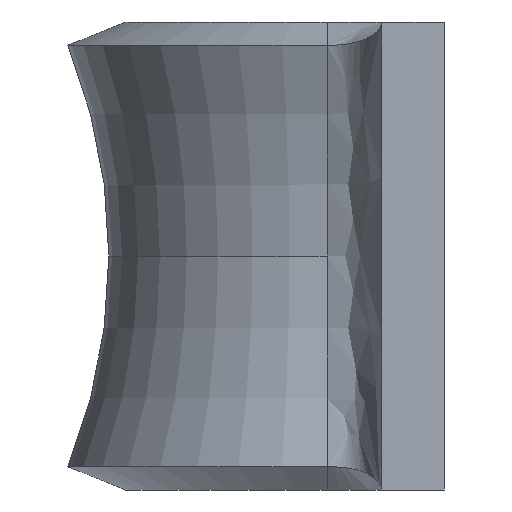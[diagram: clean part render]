
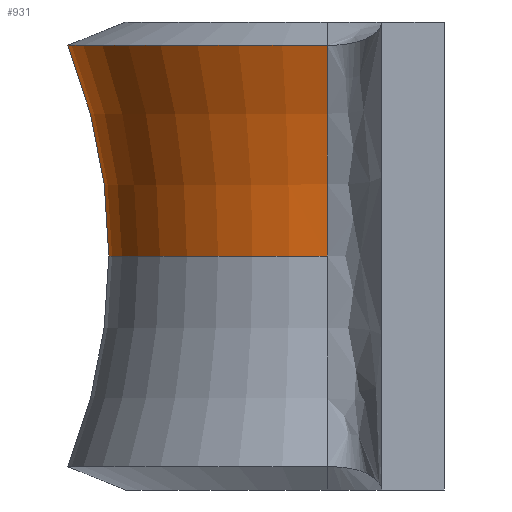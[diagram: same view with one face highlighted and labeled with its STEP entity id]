
A CAD part, left-side view. The second image highlights one B-rep face of the part: STEP entity #931.
In plain terms, the highlighted toroidal (fillet/blend) face has major radius 10 mm and minor radius 7.2 mm.
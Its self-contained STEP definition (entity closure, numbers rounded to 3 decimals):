
#41 = VERTEX_POINT ( 'NONE', #744 ) ;
#57 = VERTEX_POINT ( 'NONE', #1128 ) ;
#59 = CARTESIAN_POINT ( 'NONE',  ( -3.325, 1.5, 2.7 ) ) ;
#65 = EDGE_CURVE ( 'NONE', #57, #41, #210, .T. ) ;
#78 = AXIS2_PLACEMENT_3D ( 'NONE', #251, #365, #1125 ) ;
#112 = AXIS2_PLACEMENT_3D ( 'NONE', #1054, #199, #939 ) ;
#174 = VERTEX_POINT ( 'NONE', #623 ) ;
#175 = EDGE_CURVE ( 'NONE', #174, #41, #1099, .T. ) ;
#199 = DIRECTION ( 'NONE',  ( 0., 0., -1. ) ) ;
#210 = B_SPLINE_CURVE_WITH_KNOTS ( 'NONE', 3,
 ( #563, #1218, #655, #645 ),
 .UNSPECIFIED., .F., .F.,
 ( 4, 4 ),
 ( 0., 1. ),
 .UNSPECIFIED. ) ;
#246 = ORIENTED_EDGE ( 'NONE', *, *, #65, .F. ) ;
#251 = CARTESIAN_POINT ( 'NONE',  ( 0., 1.5, 2.7 ) ) ;
#365 = DIRECTION ( 'NONE',  ( 0., 0., -1. ) ) ;
#382 = FACE_OUTER_BOUND ( 'NONE', #1182, .T. ) ;
#384 = DIRECTION ( 'NONE',  ( -1., 0., 0. ) ) ;
#477 = CARTESIAN_POINT ( 'NONE',  ( 0., 1.5, 0. ) ) ;
#532 = VERTEX_POINT ( 'NONE', #994 ) ;
#538 = AXIS2_PLACEMENT_3D ( 'NONE', #477, #854, #384 ) ;
#545 = ORIENTED_EDGE ( 'NONE', *, *, #774, .T. ) ;
#563 = CARTESIAN_POINT ( 'NONE',  ( 2.8, 1.5, 0. ) ) ;
#597 = CIRCLE ( 'NONE', #538, 2.8 ) ;
#623 = CARTESIAN_POINT ( 'NONE',  ( -3.325, 1.5, 2.7 ) ) ;
#645 = CARTESIAN_POINT ( 'NONE',  ( 3.325, 1.5, 2.7 ) ) ;
#655 = CARTESIAN_POINT ( 'NONE',  ( 2.975, 1.5, 1.834 ) ) ;
#740 = CARTESIAN_POINT ( 'NONE',  ( -2.8, 1.5, 0.923 ) ) ;
#744 = CARTESIAN_POINT ( 'NONE',  ( 3.325, 1.5, 2.7 ) ) ;
#774 = EDGE_CURVE ( 'NONE', #532, #174, #985, .T. ) ;
#815 = CARTESIAN_POINT ( 'NONE',  ( -2.979, 1.5, 1.845 ) ) ;
#854 = DIRECTION ( 'NONE',  ( 0., 0., -1. ) ) ;
#914 = CARTESIAN_POINT ( 'NONE',  ( -2.8, 1.5, 0. ) ) ;
#931 = ADVANCED_FACE ( 'NONE', ( #382 ), #992, .F. ) ;
#939 = DIRECTION ( 'NONE',  ( -1., 0., 0. ) ) ;
#985 = B_SPLINE_CURVE_WITH_KNOTS ( 'NONE', 3,
 ( #914, #740, #815, #59 ),
 .UNSPECIFIED., .F., .F.,
 ( 4, 4 ),
 ( 0., 1. ),
 .UNSPECIFIED. ) ;
#992 = TOROIDAL_SURFACE ( 'NONE', #112, 10., 7.2 ) ;
#994 = CARTESIAN_POINT ( 'NONE',  ( -2.8, 1.5, 0. ) ) ;
#1004 = ORIENTED_EDGE ( 'NONE', *, *, #1178, .F. ) ;
#1054 = CARTESIAN_POINT ( 'NONE',  ( 0., 1.5, 0. ) ) ;
#1099 = CIRCLE ( 'NONE', #78, 3.325 ) ;
#1125 = DIRECTION ( 'NONE',  ( 0., 1., 0. ) ) ;
#1128 = CARTESIAN_POINT ( 'NONE',  ( 2.8, 1.5, 0. ) ) ;
#1142 = ORIENTED_EDGE ( 'NONE', *, *, #175, .T. ) ;
#1178 = EDGE_CURVE ( 'NONE', #532, #57, #597, .T. ) ;
#1182 = EDGE_LOOP ( 'NONE', ( #1004, #545, #1142, #246 ) ) ;
#1218 = CARTESIAN_POINT ( 'NONE',  ( 2.8, 1.5, 0.917 ) ) ;
